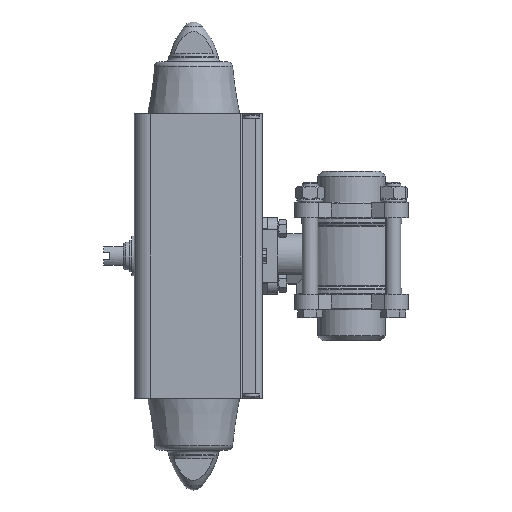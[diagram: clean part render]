
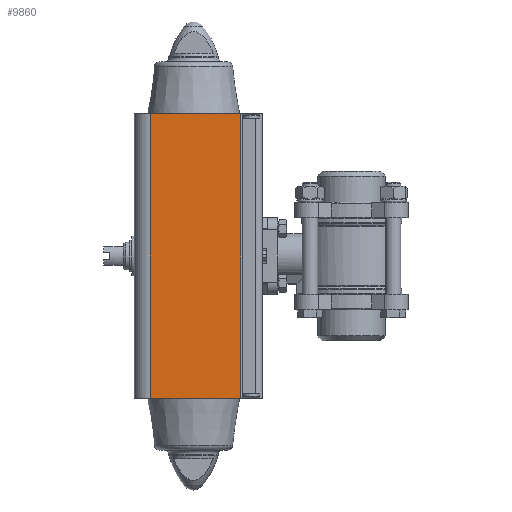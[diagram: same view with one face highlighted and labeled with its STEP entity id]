
A CAD part, left-side view. The second image highlights one B-rep face of the part: STEP entity #9860.
In plain terms, the highlighted planar face has unit normal (-1, 0, 0).
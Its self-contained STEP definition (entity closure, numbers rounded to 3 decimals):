
#2781=ORIENTED_EDGE('',*,*,#4601,.T.);
#2782=ORIENTED_EDGE('',*,*,#4602,.F.);
#2783=ORIENTED_EDGE('',*,*,#4603,.F.);
#2784=ORIENTED_EDGE('',*,*,#4604,.T.);
#4601=EDGE_CURVE('',#5648,#5649,#6426,.T.);
#4602=EDGE_CURVE('',#5650,#5649,#6427,.T.);
#4603=EDGE_CURVE('',#5651,#5650,#6428,.T.);
#4604=EDGE_CURVE('',#5651,#5648,#6429,.T.);
#5648=VERTEX_POINT('',#16722);
#5649=VERTEX_POINT('',#16723);
#5650=VERTEX_POINT('',#16725);
#5651=VERTEX_POINT('',#16727);
#6426=LINE('',#16721,#7150);
#6427=LINE('',#16724,#7151);
#6428=LINE('',#16726,#7152);
#6429=LINE('',#16728,#7153);
#7150=VECTOR('',#13114,1000.);
#7151=VECTOR('',#13115,1000.);
#7152=VECTOR('',#13116,1000.);
#7153=VECTOR('',#13117,1000.);
#7919=EDGE_LOOP('',(#2781,#2782,#2783,#2784));
#8773=FACE_BOUND('',#7919,.T.);
#9350=PLANE('',#10875);
#9860=ADVANCED_FACE('',(#8773),#9350,.F.);
#10875=AXIS2_PLACEMENT_3D('',#16720,#13112,#13113);
#13112=DIRECTION('',(1.,0.,0.));
#13113=DIRECTION('',(0.,0.,-1.));
#13114=DIRECTION('',(0.,-1.,0.));
#13115=DIRECTION('',(0.,0.,-1.));
#13116=DIRECTION('',(0.,-1.,0.));
#13117=DIRECTION('',(0.,0.,-1.));
#16720=CARTESIAN_POINT('',(-38.5,28.1,92.65));
#16721=CARTESIAN_POINT('',(-38.5,28.1,-92.65));
#16722=CARTESIAN_POINT('',(-38.5,28.1,-92.65));
#16723=CARTESIAN_POINT('',(-38.5,-30.616,-92.65));
#16724=CARTESIAN_POINT('',(-38.5,-30.616,92.65));
#16725=CARTESIAN_POINT('',(-38.5,-30.616,92.65));
#16726=CARTESIAN_POINT('',(-38.5,28.1,92.65));
#16727=CARTESIAN_POINT('',(-38.5,28.1,92.65));
#16728=CARTESIAN_POINT('',(-38.5,28.1,92.65));
